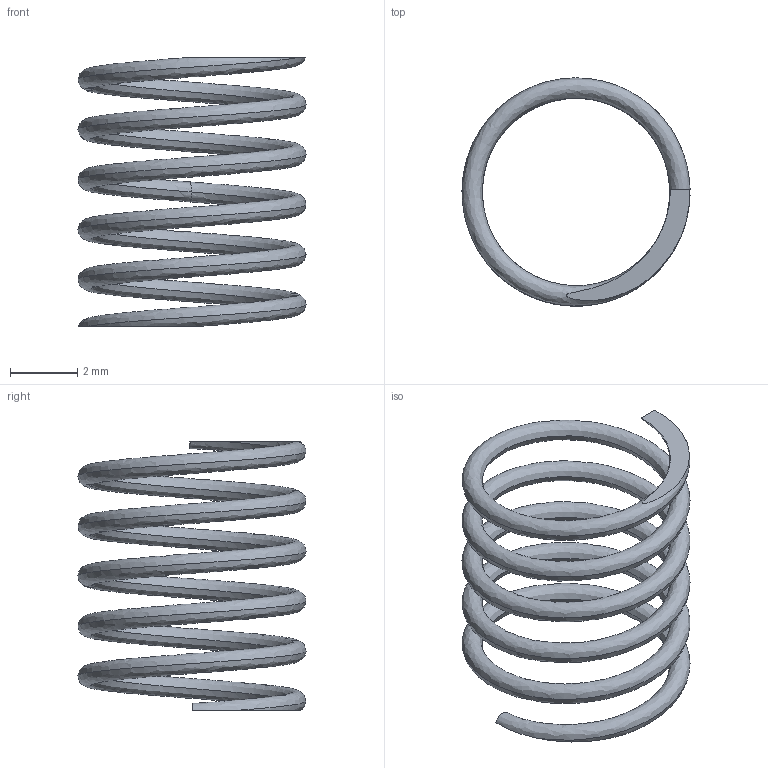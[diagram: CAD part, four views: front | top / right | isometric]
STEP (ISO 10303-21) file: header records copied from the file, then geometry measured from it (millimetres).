
FILE_DESCRIPTION(/* description */ (''),/* implementation_level */ '2;1');
FILE_NAME(/* name */ 'MES2.stp',/* time_stamp */ '2022-02-03T10:31:06+09:00',/* author */ (''),/* organization */ (''),/* preprocessor_version */ 'ST-DEVELOPER v16',/* originating_system */ 'SIEMENS PLM Software NX 10.0',/* authorisation */ '');
FILE_SCHEMA (('AUTOMOTIVE_DESIGN { 1 0 10303 214 3 1 1 1 }'));
Length unit declared in the file: millimetre
Products named in the file (1): MES2
Bounding box: 6.8 x 6.8 x 8 mm (x, y, z)
Volume: 29 mm3; surface area: 199.9 mm2
Topology: 1 solids, 1 shells, 8 faces, 16 edges, 11 vertices
Faces by surface type: plane 4, bspline 4
Entity records: 1906 total; most frequent: CARTESIAN_POINT 1728, ORIENTED_EDGE 32, EDGE_CURVE 16, DIRECTION 16, B_SPLINE_CURVE_WITH_KNOTS 14, VERTEX_POINT 10, ADVANCED_FACE 8, FACE_OUTER_BOUND 8
